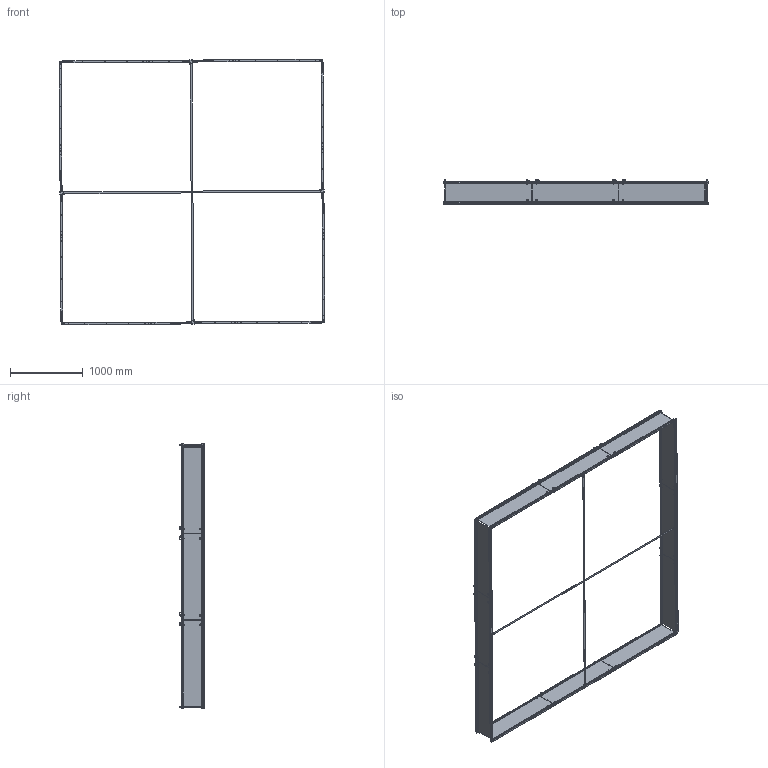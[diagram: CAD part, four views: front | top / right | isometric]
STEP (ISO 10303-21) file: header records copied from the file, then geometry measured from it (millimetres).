
FILE_DESCRIPTION (( 'STEP AP214' ), '1' );
FILE_NAME ('am-0481a FTC Field Perimeter.STEP', '2017-02-14T14:53:10', ( '' ), ( '' ), 'SwSTEP 2.0', 'SolidWorks 2017', '' );
FILE_SCHEMA (( 'AUTOMOTIVE_DESIGN' ));
Length unit declared in the file: inch
Products named in the file (10): SAPA IAH-821; Strap; Rail Final Asm; New FTC Side Glass; NewRail; NewStrapClip; Corner Knife Hinge half_DefaultSM-FLAT-PATTERN; Corner Knife Hinge half; am-0481a FTC Field Perimeter; 98404A013_98404A013
Assembly tree (85 placements, depth 3):
  am-0481a FTC Field Perimeter
    Corner Knife Hinge half  x8
    Corner Knife Hinge half_DefaultSM-FLAT-PATTERN  x8
    NewStrapClip  x4
    Rail Final Asm  x12
      NewRail
      New FTC Side Glass
    Strap  x2
    SAPA IAH-821  x16
    98404A013_98404A013  x32
Bounding box: 3662.52 x 339.82 x 3662.52 mm (x, y, z)
Volume: 18562823.2 mm3; surface area: 14854721.3 mm2
Topology: 170 solids, 170 shells, 4396 faces, 12512 edges, 8256 vertices
Faces by surface type: cylinder 2528, plane 1420, sphere 128, cone 128, bspline 128, torus 64
Entity records: 11922 total; most frequent: CARTESIAN_POINT 2547, DIRECTION 1984, ORIENTED_EDGE 1730, EDGE_CURVE 865, AXIS2_PLACEMENT_3D 753, VERTEX_POINT 570, VECTOR 478, LINE 478
